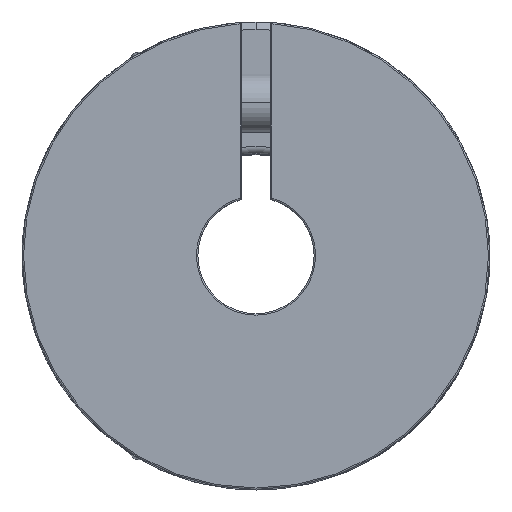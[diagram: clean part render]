
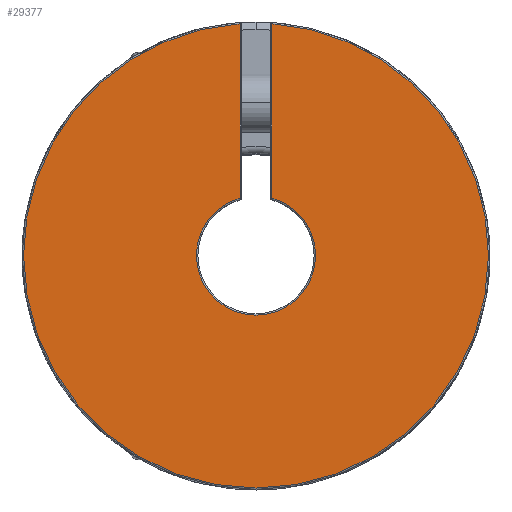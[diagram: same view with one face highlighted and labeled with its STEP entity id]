
A CAD part, top view. The second image highlights one B-rep face of the part: STEP entity #29377.
In plain terms, the highlighted face is planar.
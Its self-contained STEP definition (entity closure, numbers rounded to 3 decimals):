
#27551=CARTESIAN_POINT('',(-1.1,-15.962,0.));
#27552=VERTEX_POINT('',#27551);
#28304=CARTESIAN_POINT('',(1.1,-15.962,0.));
#28305=VERTEX_POINT('',#28304);
#28346=CARTESIAN_POINT('',(-16.,0.,0.));
#28347=VERTEX_POINT('',#28346);
#28355=CARTESIAN_POINT('',(0.,0.,0.));
#28356=DIRECTION('',(0.,0.,1.));
#28357=DIRECTION('',(1.,0.,0.));
#28358=AXIS2_PLACEMENT_3D('',#28355,#28356,#28357);
#28359=CIRCLE('',#28358,16.);
#28360=EDGE_CURVE('',#28347,#27552,#28359,.T.);
#28401=CARTESIAN_POINT('',(-1.1,-3.95,0.));
#28402=VERTEX_POINT('',#28401);
#28554=CARTESIAN_POINT('',(1.1,-3.95,-0.));
#28555=VERTEX_POINT('',#28554);
#28587=CARTESIAN_POINT('',(-4.1,0.,0.));
#28588=VERTEX_POINT('',#28587);
#28606=CARTESIAN_POINT('',(0.,0.,0.));
#28607=DIRECTION('',(-0.,-0.,-1.));
#28608=DIRECTION('',(1.,0.,0.));
#28609=AXIS2_PLACEMENT_3D('',#28606,#28607,#28608);
#28610=CIRCLE('',#28609,4.1);
#28611=EDGE_CURVE('',#28402,#28588,#28610,.T.);
#29324=CARTESIAN_POINT('',(0.,0.,0.));
#29325=DIRECTION('',(0.,0.,1.));
#29326=DIRECTION('',(1.,0.,0.));
#29327=AXIS2_PLACEMENT_3D('',#29324,#29325,#29326);
#29328=PLANE('',#29327);
#29329=ORIENTED_EDGE('',*,*,#28360,.F.);
#29330=CARTESIAN_POINT('',(16.,0.,0.));
#29331=VERTEX_POINT('',#29330);
#29332=CARTESIAN_POINT('',(0.,0.,0.));
#29333=DIRECTION('',(0.,0.,1.));
#29334=DIRECTION('',(1.,0.,0.));
#29335=AXIS2_PLACEMENT_3D('',#29332,#29333,#29334);
#29336=CIRCLE('',#29335,16.);
#29337=EDGE_CURVE('',#29331,#28347,#29336,.T.);
#29338=ORIENTED_EDGE('',*,*,#29337,.F.);
#29339=CARTESIAN_POINT('',(0.,0.,0.));
#29340=DIRECTION('',(0.,0.,1.));
#29341=DIRECTION('',(1.,0.,0.));
#29342=AXIS2_PLACEMENT_3D('',#29339,#29340,#29341);
#29343=CIRCLE('',#29342,16.);
#29344=EDGE_CURVE('',#28305,#29331,#29343,.T.);
#29345=ORIENTED_EDGE('',*,*,#29344,.F.);
#29346=CARTESIAN_POINT('',(1.1,12340.5,0.));
#29347=DIRECTION('',(0.,-1.,-0.));
#29348=VECTOR('',#29347,24690.);
#29349=LINE('',#29346,#29348);
#29350=EDGE_CURVE('',#28555,#28305,#29349,.T.);
#29351=ORIENTED_EDGE('',*,*,#29350,.F.);
#29352=CARTESIAN_POINT('',(4.1,0.,-0.));
#29353=VERTEX_POINT('',#29352);
#29354=CARTESIAN_POINT('',(0.,0.,0.));
#29355=DIRECTION('',(-0.,-0.,-1.));
#29356=DIRECTION('',(1.,0.,0.));
#29357=AXIS2_PLACEMENT_3D('',#29354,#29355,#29356);
#29358=CIRCLE('',#29357,4.1);
#29359=EDGE_CURVE('',#29353,#28555,#29358,.T.);
#29360=ORIENTED_EDGE('',*,*,#29359,.F.);
#29361=CARTESIAN_POINT('',(0.,0.,0.));
#29362=DIRECTION('',(-0.,-0.,-1.));
#29363=DIRECTION('',(1.,0.,0.));
#29364=AXIS2_PLACEMENT_3D('',#29361,#29362,#29363);
#29365=CIRCLE('',#29364,4.1);
#29366=EDGE_CURVE('',#28588,#29353,#29365,.T.);
#29367=ORIENTED_EDGE('',*,*,#29366,.F.);
#29368=ORIENTED_EDGE('',*,*,#28611,.F.);
#29369=CARTESIAN_POINT('',(-1.1,-12349.5,0.));
#29370=DIRECTION('',(-0.,1.,-0.));
#29371=VECTOR('',#29370,24690.);
#29372=LINE('',#29369,#29371);
#29373=EDGE_CURVE('',#27552,#28402,#29372,.T.);
#29374=ORIENTED_EDGE('',*,*,#29373,.F.);
#29375=EDGE_LOOP('',(#29329,#29338,#29345,#29351,#29360,#29367,#29368,#29374));
#29376=FACE_BOUND('',#29375,.T.);
#29377=ADVANCED_FACE('',(#29376),#29328,.F.);
